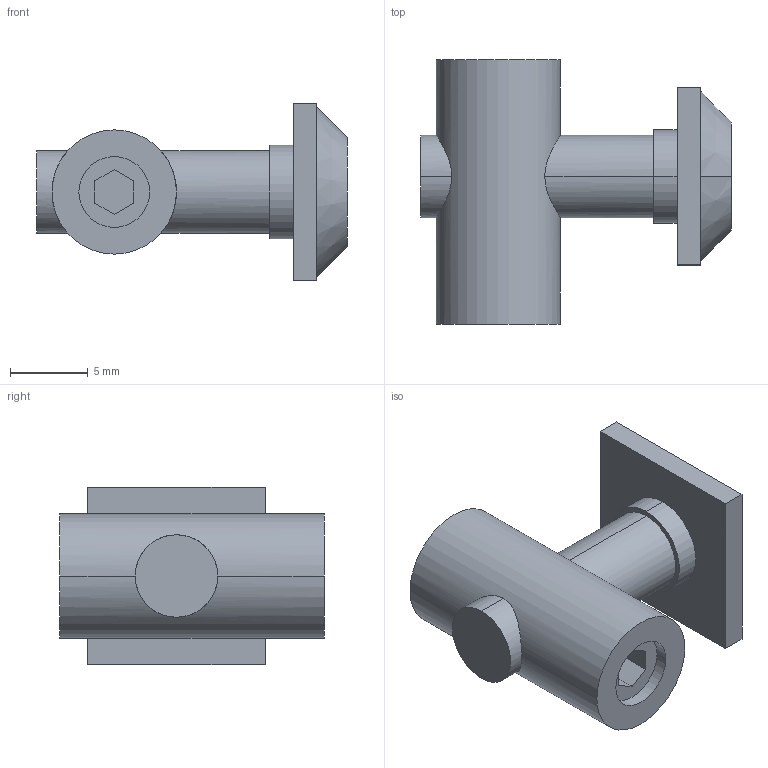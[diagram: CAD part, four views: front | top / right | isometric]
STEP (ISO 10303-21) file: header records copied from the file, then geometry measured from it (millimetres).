
FILE_DESCRIPTION(('STEP AP214'),'1');
FILE_NAME('cctmp_A7C781AB-0FF2-49BC-8295-C51F38ADF498_2020_1_15_7_46_48_15..stp','2020-01-15T06:46:48',('Bosch Rexroth AG'),('CADClick - www.CADClick.com'),'Spatial InterOp 3D',' ','unknown authorization - (Healing Option Enabled)');
FILE_SCHEMA(('AUTOMOTIVE_DESIGN'));
Length unit declared in the file: millimetre
Products named in the file (1): 2020_01_15__07-46-48-015
Bounding box: 20 x 17 x 11.4 mm (x, y, z)
Volume: 1353 mm3; surface area: 1063 mm2
Topology: 1 solids, 2 shells, 36 faces, 82 edges, 54 vertices
Faces by surface type: plane 19, cylinder 13, cone 4
Entity records: 1696 total; most frequent: CARTESIAN_POINT 567, DIRECTION 166, ORIENTED_EDGE 164, EDGE_CURVE 82, AXIS2_PLACEMENT_3D 59, VERTEX_POINT 54, LINE 48, VECTOR 48
